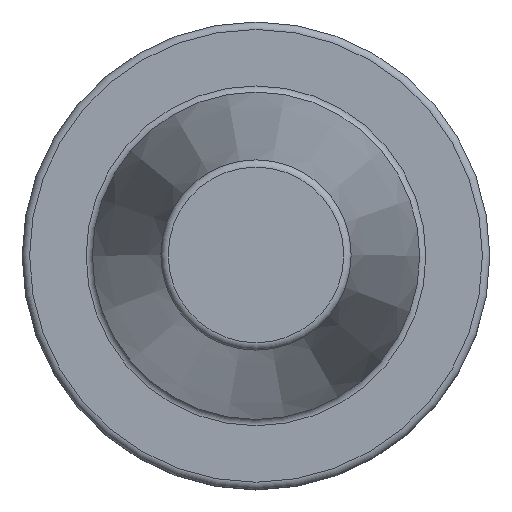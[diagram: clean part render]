
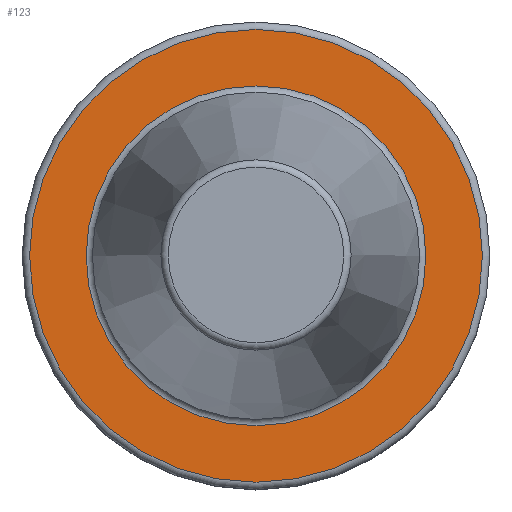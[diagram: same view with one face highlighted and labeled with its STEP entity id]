
A CAD part, top view. The second image highlights one B-rep face of the part: STEP entity #123.
In plain terms, the highlighted planar face has unit normal (0, 0, 1).
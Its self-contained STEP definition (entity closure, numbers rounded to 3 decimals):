
#91=FACE_BOUND('',#179,.T.);
#92=FACE_BOUND('',#180,.T.);
#123=ADVANCED_FACE('',(#91,#92),#136,.F.);
#136=PLANE('',#364);
#179=EDGE_LOOP('',(#231));
#180=EDGE_LOOP('',(#232));
#231=ORIENTED_EDGE('',*,*,#290,.F.);
#232=ORIENTED_EDGE('',*,*,#289,.T.);
#263=VERTEX_POINT('',#543);
#264=VERTEX_POINT('',#546);
#289=EDGE_CURVE('',#263,#263,#315,.T.);
#290=EDGE_CURVE('',#264,#264,#316,.T.);
#315=CIRCLE('',#361,30.488);
#316=CIRCLE('',#363,22.875);
#361=AXIS2_PLACEMENT_3D('',#542,#454,#455);
#363=AXIS2_PLACEMENT_3D('',#545,#458,#459);
#364=AXIS2_PLACEMENT_3D('',#547,#460,#461);
#454=DIRECTION('',(0.0,0.0,1.0));
#455=DIRECTION('',(1.0,0.0,0.0));
#458=DIRECTION('',(0.0,0.0,1.0));
#459=DIRECTION('',(1.0,0.0,0.0));
#460=DIRECTION('',(0.0,0.0,-1.0));
#461=DIRECTION('',(-1.0,0.0,0.0));
#542=CARTESIAN_POINT('',(0.,0.0,-2.0));
#543=CARTESIAN_POINT('',(30.488,0.0,-2.0));
#545=CARTESIAN_POINT('',(0.,0.0,-2.0));
#546=CARTESIAN_POINT('',(22.875,0.0,-2.0));
#547=CARTESIAN_POINT('',(-21.558,21.558,-2.0));
